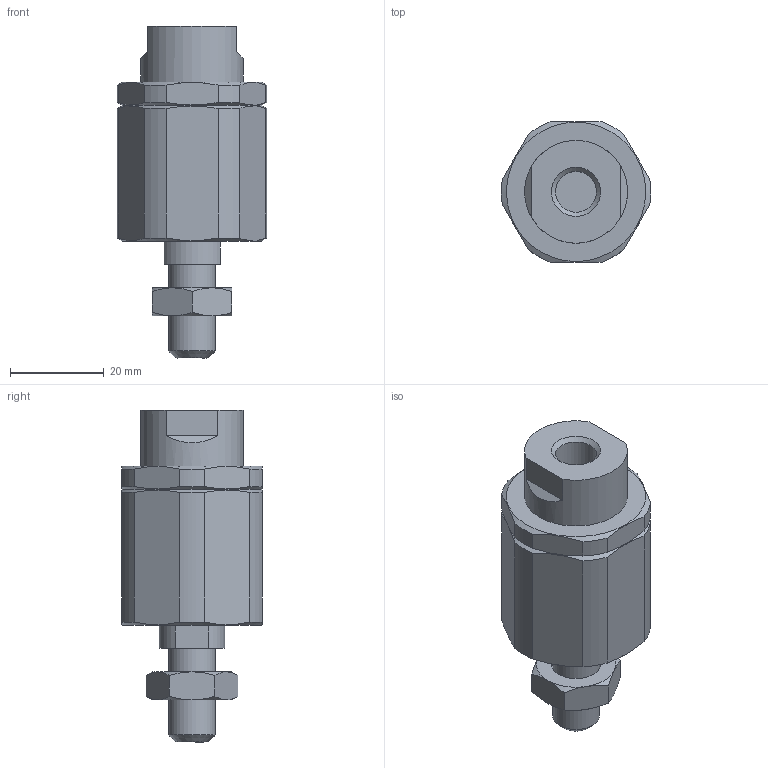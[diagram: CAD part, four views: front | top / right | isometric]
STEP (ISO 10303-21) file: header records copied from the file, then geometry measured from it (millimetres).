
FILE_DESCRIPTION((''),'2;1');
FILE_NAME('1320_32_33F.stp','2006-07-12T11:57:15',('rivolro1'),(''),'Autodesk Inventor 11','Autodesk Inventor 11','');
FILE_SCHEMA(('AUTOMOTIVE_DESIGN { 1 0 10303 214 1 1 1 1 }'));
Length unit declared in the file: millimetre
Products named in the file (4): 1320_32_33F; 1320.32.33F(A); 1320_32_33F(B); 1320_32_33F(C)
Assembly tree (3 placements, depth 2):
  1320_32_33F
    1320.32.33F(A)
    1320_32_33F(B)
    1320_32_33F(C)
Bounding box: 31.97 x 30 x 71 mm (x, y, z)
Volume: 30541.3 mm3; surface area: 10445.3 mm2
Topology: 3 solids, 3 shells, 74 faces, 182 edges, 116 vertices
Faces by surface type: plane 34, cone 19, cylinder 17, sphere 2, bspline 2
Full cylindrical faces by diameter (mm): 8.75 x1, 10 x1, 14 x1, 16.5 x1, 22 x1
Entity records: 2106 total; most frequent: CARTESIAN_POINT 473, DIRECTION 328, ORIENTED_EDGE 312, EDGE_CURVE 156, AXIS2_PLACEMENT_3D 141, VERTEX_POINT 106, EDGE_LOOP 96, FACE_OUTER_BOUND 74
